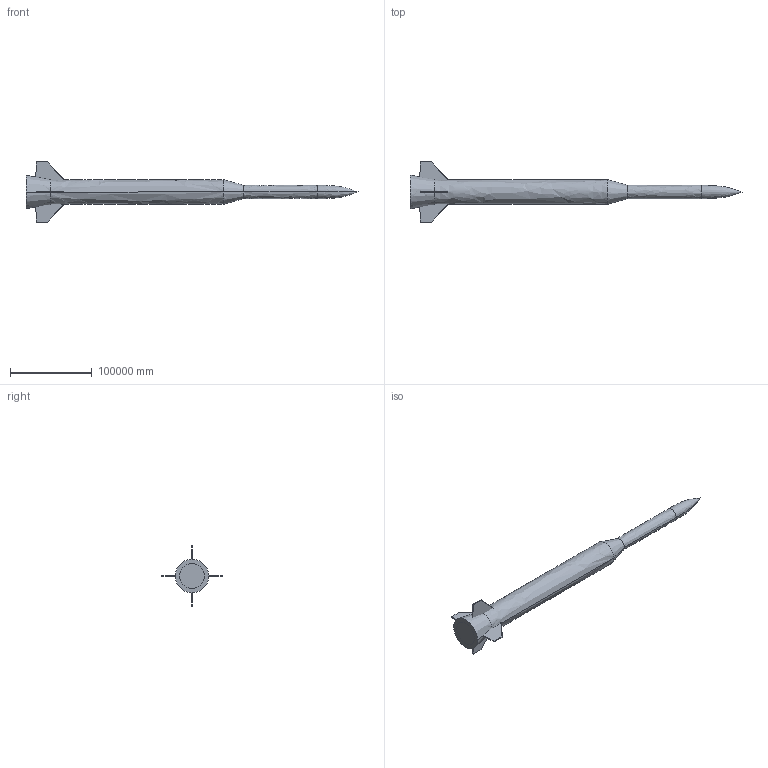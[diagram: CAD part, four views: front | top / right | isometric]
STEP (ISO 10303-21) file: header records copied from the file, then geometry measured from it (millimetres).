
FILE_DESCRIPTION(('FreeCAD Model'),'2;1');
FILE_NAME('maxus_mockup_new_c-sys2.stp', '2017-02-27T08:39:55',('Author'),(''), 'Open CASCADE STEP processor 6.8','FreeCAD','Unknown');
FILE_SCHEMA(('AUTOMOTIVE_DESIGN_CC2 { 1 2 10303 214 -1 1 5 4 }'));
Length unit declared in the file: millimetre
Products named in the file (2): ASSEMBLY; MAXUS_MOCKUP
Assembly tree (1 placements, depth 2):
  ASSEMBLY
    MAXUS_MOCKUP
Bounding box: 406407.62 x 73660 x 73660 mm (x, y, z)
Surface area: 39518426348.9 mm2 (no closed solid volume)
Topology: 0 solids, 44 shells, 44 faces, 190 edges, 188 vertices
Faces by surface type: bspline 44
Entity records: 4294 total; most frequent: CARTESIAN_POINT 1714, DIRECTION 204, B_SPLINE_CURVE_WITH_KNOTS 196, ORIENTED_EDGE 188, EDGE_CURVE 188, VERTEX_POINT 188, SURFACE_CURVE 188, PCURVE 188
